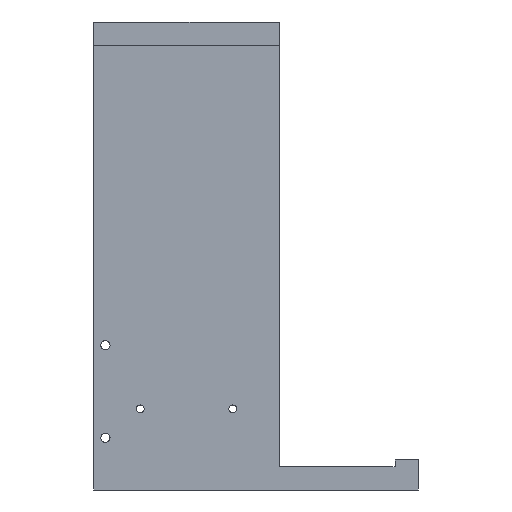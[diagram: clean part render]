
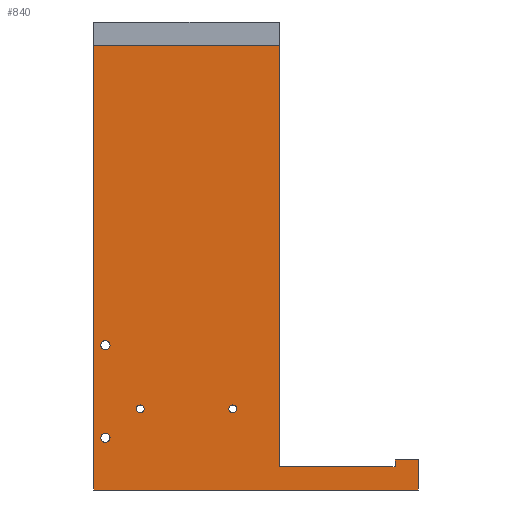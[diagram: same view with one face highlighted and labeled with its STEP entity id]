
A CAD part, front view. The second image highlights one B-rep face of the part: STEP entity #840.
In plain terms, the highlighted planar face has unit normal (0, -1, 0).
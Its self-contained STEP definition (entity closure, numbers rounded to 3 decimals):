
#36=FACE_BOUND('',#164,.T.);
#37=FACE_BOUND('',#165,.T.);
#38=FACE_BOUND('',#166,.T.);
#39=FACE_BOUND('',#167,.T.);
#62=PLANE('',#936);
#102=FACE_OUTER_BOUND('',#163,.T.);
#163=EDGE_LOOP('',(#735,#736,#737,#738,#739,#740,#741,#742));
#164=EDGE_LOOP('',(#743));
#165=EDGE_LOOP('',(#744));
#166=EDGE_LOOP('',(#745));
#167=EDGE_LOOP('',(#746));
#182=LINE('',#1203,#260);
#186=LINE('',#1211,#264);
#194=LINE('',#1226,#272);
#226=LINE('',#1348,#304);
#243=LINE('',#1380,#321);
#247=LINE('',#1389,#325);
#248=LINE('',#1391,#326);
#249=LINE('',#1392,#327);
#260=VECTOR('',#974,10.);
#264=VECTOR('',#980,10.);
#272=VECTOR('',#990,10.);
#304=VECTOR('',#1118,10.);
#321=VECTOR('',#1147,10.);
#325=VECTOR('',#1157,10.);
#326=VECTOR('',#1158,10.);
#327=VECTOR('',#1159,10.);
#333=CIRCLE('',#866,2.);
#337=CIRCLE('',#872,2.);
#349=CIRCLE('',#897,1.7);
#353=CIRCLE('',#903,1.7);
#369=VERTEX_POINT('',#1175);
#373=VERTEX_POINT('',#1187);
#377=VERTEX_POINT('',#1199);
#379=VERTEX_POINT('',#1202);
#382=VERTEX_POINT('',#1210);
#388=VERTEX_POINT('',#1224);
#405=VERTEX_POINT('',#1276);
#409=VERTEX_POINT('',#1288);
#429=VERTEX_POINT('',#1345);
#430=VERTEX_POINT('',#1347);
#441=VERTEX_POINT('',#1388);
#442=VERTEX_POINT('',#1390);
#445=EDGE_CURVE('',#369,#369,#333,.T.);
#451=EDGE_CURVE('',#373,#373,#337,.T.);
#458=EDGE_CURVE('',#377,#379,#182,.T.);
#462=EDGE_CURVE('',#379,#382,#186,.T.);
#470=EDGE_CURVE('',#388,#377,#194,.T.);
#495=EDGE_CURVE('',#405,#405,#349,.T.);
#501=EDGE_CURVE('',#409,#409,#353,.T.);
#530=EDGE_CURVE('',#430,#429,#226,.T.);
#547=EDGE_CURVE('',#388,#430,#243,.T.);
#551=EDGE_CURVE('',#441,#429,#247,.T.);
#552=EDGE_CURVE('',#441,#442,#248,.T.);
#553=EDGE_CURVE('',#442,#382,#249,.T.);
#735=ORIENTED_EDGE('',*,*,#530,.T.);
#736=ORIENTED_EDGE('',*,*,#551,.F.);
#737=ORIENTED_EDGE('',*,*,#552,.T.);
#738=ORIENTED_EDGE('',*,*,#553,.T.);
#739=ORIENTED_EDGE('',*,*,#462,.F.);
#740=ORIENTED_EDGE('',*,*,#458,.F.);
#741=ORIENTED_EDGE('',*,*,#470,.F.);
#742=ORIENTED_EDGE('',*,*,#547,.T.);
#743=ORIENTED_EDGE('',*,*,#445,.T.);
#744=ORIENTED_EDGE('',*,*,#451,.T.);
#745=ORIENTED_EDGE('',*,*,#495,.T.);
#746=ORIENTED_EDGE('',*,*,#501,.T.);
#840=ADVANCED_FACE('',(#102,#36,#37,#38,#39),#62,.T.);
#866=AXIS2_PLACEMENT_3D('',#1176,#945,#946);
#872=AXIS2_PLACEMENT_3D('',#1188,#959,#960);
#897=AXIS2_PLACEMENT_3D('',#1277,#1041,#1042);
#903=AXIS2_PLACEMENT_3D('',#1289,#1055,#1056);
#936=AXIS2_PLACEMENT_3D('',#1387,#1155,#1156);
#945=DIRECTION('center_axis',(0.,1.,0.));
#946=DIRECTION('ref_axis',(1.,0.,0.));
#959=DIRECTION('center_axis',(0.,1.,0.));
#960=DIRECTION('ref_axis',(1.,0.,0.));
#974=DIRECTION('',(0.,0.,1.));
#980=DIRECTION('',(1.,0.,0.));
#990=DIRECTION('',(1.,0.,0.));
#1041=DIRECTION('center_axis',(0.,1.,0.));
#1042=DIRECTION('ref_axis',(1.,0.,0.));
#1055=DIRECTION('center_axis',(0.,1.,0.));
#1056=DIRECTION('ref_axis',(1.,0.,0.));
#1118=DIRECTION('',(-1.,0.,0.));
#1147=DIRECTION('',(0.,0.,1.));
#1155=DIRECTION('center_axis',(0.,-1.,0.));
#1156=DIRECTION('ref_axis',(1.,0.,0.));
#1157=DIRECTION('',(0.,0.,1.));
#1158=DIRECTION('',(1.,0.,0.));
#1159=DIRECTION('',(0.,0.,1.));
#1175=CARTESIAN_POINT('',(3.,0.,62.5));
#1176=CARTESIAN_POINT('Origin',(5.,0.,62.5));
#1187=CARTESIAN_POINT('',(3.,0.,22.5));
#1188=CARTESIAN_POINT('Origin',(5.,0.,22.5));
#1199=CARTESIAN_POINT('',(130.,0.,10.));
#1202=CARTESIAN_POINT('',(130.,0.,13.));
#1203=CARTESIAN_POINT('',(130.,0.,10.));
#1210=CARTESIAN_POINT('',(140.,0.,13.));
#1211=CARTESIAN_POINT('',(80.,0.,13.));
#1224=CARTESIAN_POINT('',(80.,0.,10.));
#1226=CARTESIAN_POINT('',(0.,0.,10.));
#1276=CARTESIAN_POINT('',(18.3,0.,35.));
#1277=CARTESIAN_POINT('Origin',(20.,0.,35.));
#1288=CARTESIAN_POINT('',(58.3,0.,35.));
#1289=CARTESIAN_POINT('Origin',(60.,0.,35.));
#1345=CARTESIAN_POINT('',(0.,0.,192.));
#1347=CARTESIAN_POINT('',(80.,0.,192.));
#1348=CARTESIAN_POINT('',(20.,0.,192.));
#1380=CARTESIAN_POINT('',(80.,0.,10.));
#1387=CARTESIAN_POINT('Origin',(0.,0.,0.));
#1388=CARTESIAN_POINT('',(0.,0.,0.));
#1389=CARTESIAN_POINT('',(0.,0.,0.));
#1390=CARTESIAN_POINT('',(140.,0.,0.));
#1391=CARTESIAN_POINT('',(0.,0.,0.));
#1392=CARTESIAN_POINT('',(140.,0.,0.));
